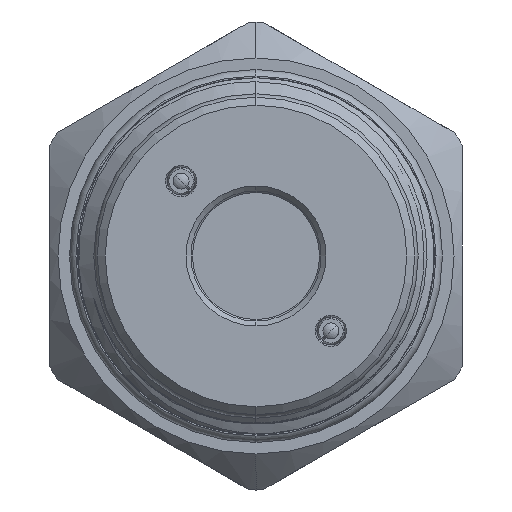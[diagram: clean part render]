
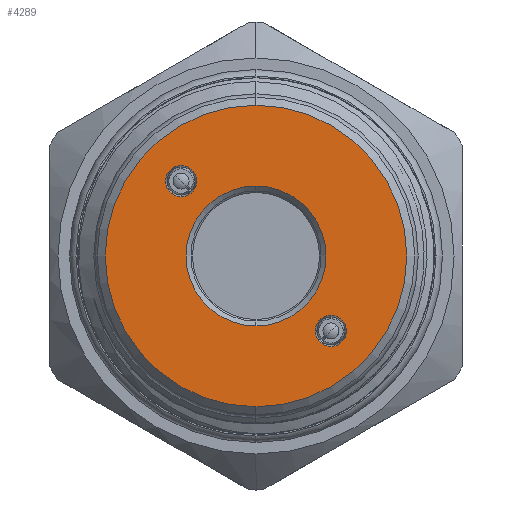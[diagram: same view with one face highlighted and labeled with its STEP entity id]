
A CAD part, left-side view. The second image highlights one B-rep face of the part: STEP entity #4289.
In plain terms, the highlighted planar face has unit normal (-1, 0, 0).
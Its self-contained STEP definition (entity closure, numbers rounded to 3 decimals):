
#24 = EDGE_CURVE ( 'NONE', #13375, #883, #15058, .T. ) ;
#209 = CIRCLE ( 'NONE', #5965, 1.561 ) ;
#234 = EDGE_LOOP ( 'NONE', ( #10634, #9714 ) ) ;
#619 = CARTESIAN_POINT ( 'NONE',  ( -7.9, 0., 0. ) ) ;
#817 = EDGE_LOOP ( 'NONE', ( #3148, #7041 ) ) ;
#883 = VERTEX_POINT ( 'NONE', #1431 ) ;
#894 = DIRECTION ( 'NONE',  ( -1., 0., 0. ) ) ;
#1033 = DIRECTION ( 'NONE',  ( 0., 0., 1. ) ) ;
#1037 = AXIS2_PLACEMENT_3D ( 'NONE', #6792, #13417, #16002 ) ;
#1358 = EDGE_CURVE ( 'NONE', #8731, #15884, #3448, .T. ) ;
#1431 = CARTESIAN_POINT ( 'NONE',  ( -7.9, 0., -15.075 ) ) ;
#1480 = VERTEX_POINT ( 'NONE', #10536 ) ;
#1678 = AXIS2_PLACEMENT_3D ( 'NONE', #8212, #12213, #12268 ) ;
#1715 = ORIENTED_EDGE ( 'NONE', *, *, #1358, .T. ) ;
#1775 = CIRCLE ( 'NONE', #5284, 7. ) ;
#2067 = DIRECTION ( 'NONE',  ( 1., 0., 0. ) ) ;
#2125 = CARTESIAN_POINT ( 'NONE',  ( -7.9, 7.495, 7.495 ) ) ;
#2292 = DIRECTION ( 'NONE',  ( -1., 0., 0. ) ) ;
#2306 = DIRECTION ( 'NONE',  ( -1., 0., 0. ) ) ;
#2562 = EDGE_LOOP ( 'NONE', ( #3157, #13016 ) ) ;
#2832 = DIRECTION ( 'NONE',  ( -1., 0., 0. ) ) ;
#3076 = CARTESIAN_POINT ( 'NONE',  ( -7.9, 0., 7. ) ) ;
#3144 = CARTESIAN_POINT ( 'NONE',  ( -7.9, -7.495, -9.056 ) ) ;
#3148 = ORIENTED_EDGE ( 'NONE', *, *, #10846, .F. ) ;
#3157 = ORIENTED_EDGE ( 'NONE', *, *, #24, .T. ) ;
#3230 = EDGE_CURVE ( 'NONE', #10414, #7878, #209, .T. ) ;
#3346 = CIRCLE ( 'NONE', #9718, 15.075 ) ;
#3448 = CIRCLE ( 'NONE', #1678, 7. ) ;
#3684 = CARTESIAN_POINT ( 'NONE',  ( -7.9, -7.495, -7.495 ) ) ;
#4045 = CIRCLE ( 'NONE', #15758, 1.561 ) ;
#4289 = ADVANCED_FACE ( 'NONE', ( #17186, #15346, #15746, #15152 ), #12048, .F. ) ;
#4339 = VERTEX_POINT ( 'NONE', #16766 ) ;
#4346 = EDGE_CURVE ( 'NONE', #883, #13375, #3346, .T. ) ;
#5021 = CARTESIAN_POINT ( 'NONE',  ( -7.9, 0., 0. ) ) ;
#5284 = AXIS2_PLACEMENT_3D ( 'NONE', #619, #2067, #12502 ) ;
#5669 = EDGE_CURVE ( 'NONE', #1480, #4339, #9754, .T. ) ;
#5965 = AXIS2_PLACEMENT_3D ( 'NONE', #12944, #9062, #9008 ) ;
#6262 = DIRECTION ( 'NONE',  ( 0., 0., 1. ) ) ;
#6308 = AXIS2_PLACEMENT_3D ( 'NONE', #2125, #894, #6262 ) ;
#6792 = CARTESIAN_POINT ( 'NONE',  ( -7.9, 0., 0. ) ) ;
#7041 = ORIENTED_EDGE ( 'NONE', *, *, #3230, .F. ) ;
#7099 = CARTESIAN_POINT ( 'NONE',  ( -7.9, 7.495, 7.495 ) ) ;
#7878 = VERTEX_POINT ( 'NONE', #3144 ) ;
#8096 = ORIENTED_EDGE ( 'NONE', *, *, #15249, .T. ) ;
#8212 = CARTESIAN_POINT ( 'NONE',  ( -7.9, 0., 0. ) ) ;
#8351 = AXIS2_PLACEMENT_3D ( 'NONE', #8987, #9216, #1033 ) ;
#8731 = VERTEX_POINT ( 'NONE', #14676 ) ;
#8987 = CARTESIAN_POINT ( 'NONE',  ( -7.9, 0., 0. ) ) ;
#9008 = DIRECTION ( 'NONE',  ( 0., 0., -1. ) ) ;
#9062 = DIRECTION ( 'NONE',  ( -1., 0., 0. ) ) ;
#9216 = DIRECTION ( 'NONE',  ( -1., 0., 0. ) ) ;
#9714 = ORIENTED_EDGE ( 'NONE', *, *, #15911, .F. ) ;
#9718 = AXIS2_PLACEMENT_3D ( 'NONE', #5021, #2306, #12780 ) ;
#9754 = CIRCLE ( 'NONE', #6308, 1.561 ) ;
#10076 = AXIS2_PLACEMENT_3D ( 'NONE', #7099, #2832, #16062 ) ;
#10096 = CARTESIAN_POINT ( 'NONE',  ( -7.9, -7.495, -5.935 ) ) ;
#10414 = VERTEX_POINT ( 'NONE', #10096 ) ;
#10536 = CARTESIAN_POINT ( 'NONE',  ( -7.9, 7.495, 9.056 ) ) ;
#10634 = ORIENTED_EDGE ( 'NONE', *, *, #5669, .F. ) ;
#10846 = EDGE_CURVE ( 'NONE', #7878, #10414, #4045, .T. ) ;
#10924 = CIRCLE ( 'NONE', #10076, 1.561 ) ;
#12048 = PLANE ( 'NONE',  #1037 ) ;
#12213 = DIRECTION ( 'NONE',  ( 1., 0., 0. ) ) ;
#12268 = DIRECTION ( 'NONE',  ( 0., 0., 1. ) ) ;
#12453 = CARTESIAN_POINT ( 'NONE',  ( -7.9, 0., 15.075 ) ) ;
#12502 = DIRECTION ( 'NONE',  ( 0., 0., 1. ) ) ;
#12780 = DIRECTION ( 'NONE',  ( 0., 0., 1. ) ) ;
#12879 = DIRECTION ( 'NONE',  ( 0., 0., -1. ) ) ;
#12944 = CARTESIAN_POINT ( 'NONE',  ( -7.9, -7.495, -7.495 ) ) ;
#13016 = ORIENTED_EDGE ( 'NONE', *, *, #4346, .T. ) ;
#13375 = VERTEX_POINT ( 'NONE', #12453 ) ;
#13417 = DIRECTION ( 'NONE',  ( 1., 0., 0. ) ) ;
#14676 = CARTESIAN_POINT ( 'NONE',  ( -7.9, 0., -7. ) ) ;
#15058 = CIRCLE ( 'NONE', #8351, 15.075 ) ;
#15152 = FACE_BOUND ( 'NONE', #234, .T. ) ;
#15249 = EDGE_CURVE ( 'NONE', #15884, #8731, #1775, .T. ) ;
#15346 = FACE_BOUND ( 'NONE', #817, .T. ) ;
#15481 = EDGE_LOOP ( 'NONE', ( #1715, #8096 ) ) ;
#15746 = FACE_OUTER_BOUND ( 'NONE', #2562, .T. ) ;
#15758 = AXIS2_PLACEMENT_3D ( 'NONE', #3684, #2292, #12879 ) ;
#15884 = VERTEX_POINT ( 'NONE', #3076 ) ;
#15911 = EDGE_CURVE ( 'NONE', #4339, #1480, #10924, .T. ) ;
#16002 = DIRECTION ( 'NONE',  ( 0., 0., 1. ) ) ;
#16062 = DIRECTION ( 'NONE',  ( 0., 0., 1. ) ) ;
#16766 = CARTESIAN_POINT ( 'NONE',  ( -7.9, 7.495, 5.935 ) ) ;
#17186 = FACE_BOUND ( 'NONE', #15481, .T. ) ;
